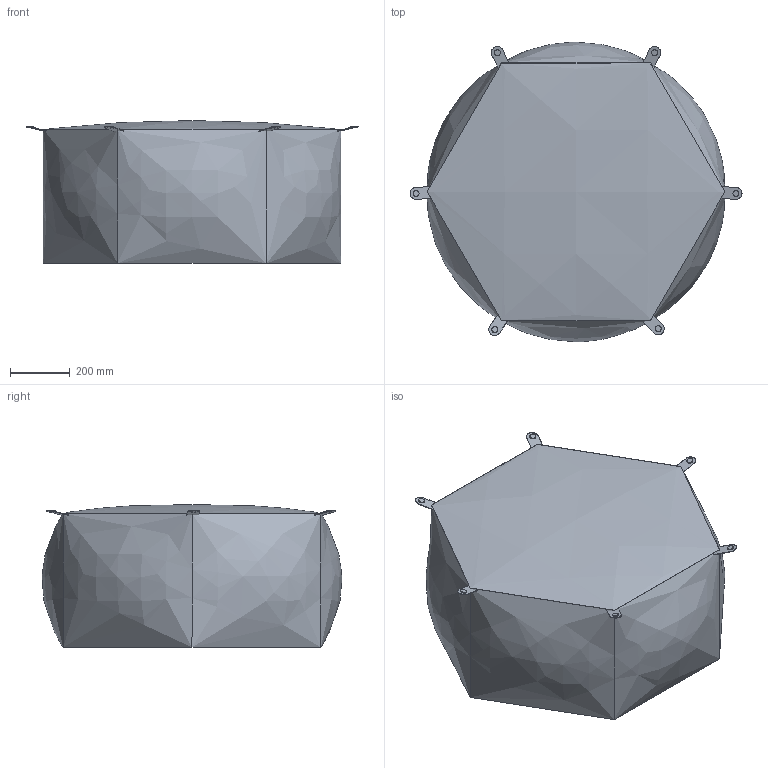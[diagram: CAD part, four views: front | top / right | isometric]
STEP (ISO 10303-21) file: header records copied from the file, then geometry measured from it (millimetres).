
FILE_DESCRIPTION(/* description */ (''),/* implementation_level */ '2;1');
FILE_NAME(/* name */ '546 Four-Six esagono',/* time_stamp */ '2013-12-17T15:45:05+01:00',/* author */ (''),/* organization */ (''),/* preprocessor_version */ 'ST-DEVELOPER v10',/* originating_system */ '',/* authorisation */ '');
FILE_SCHEMA (('CONFIG_CONTROL_DESIGN'));
Length unit declared in the file: millimetre
Products named in the file (1): 1
Bounding box: 1115.17 x 1006.32 x 479.57 mm (x, y, z)
Volume: 43564.5 mm3; surface area: 2777504.2 mm2
Topology: 6 solids, 8 shells, 50 faces, 114 edges, 78 vertices
Faces by surface type: bspline 50
Entity records: 2535 total; most frequent: CARTESIAN_POINT 1760, ORIENTED_EDGE 200, EDGE_CURVE 114, VERTEX_POINT 78, B_SPLINE_CURVE_WITH_KNOTS 78, EDGE_LOOP 56, ADVANCED_FACE 50, FACE_OUTER_BOUND 50
